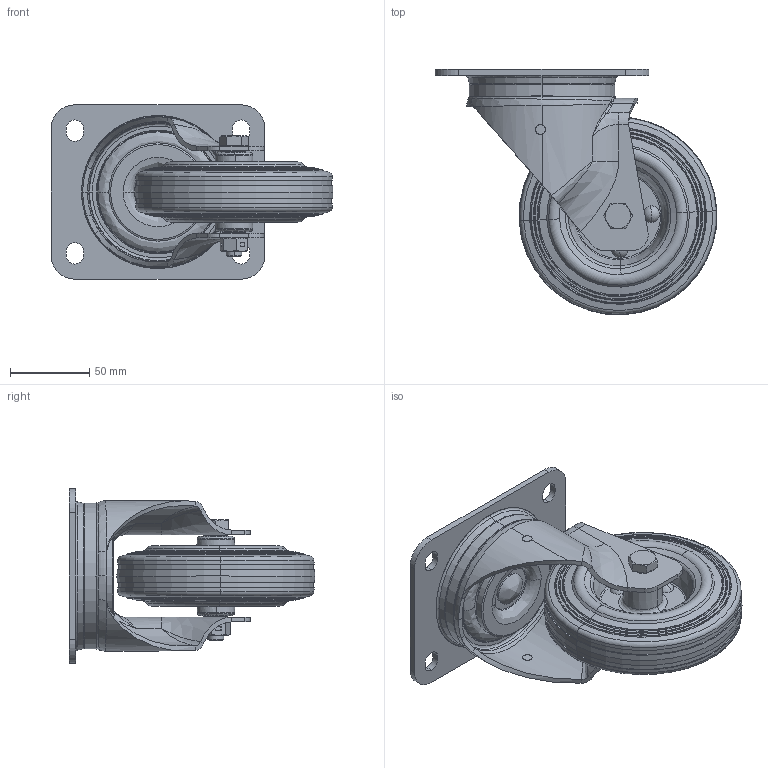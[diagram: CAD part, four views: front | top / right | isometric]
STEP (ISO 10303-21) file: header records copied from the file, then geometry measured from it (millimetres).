
FILE_DESCRIPTION (( 'STEP AP214' ), '1' );
FILE_NAME ('0037863_L-IK-SGS-125-R-3-EC-GP.STEP', '2016-07-13T08:09:24', ( '' ), ( '' ), 'SwSTEP 2.0', 'SolidWorks 2016', '' );
FILE_SCHEMA (( 'AUTOMOTIVE_DESIGN' ));
Length unit declared in the file: millimetre
Products named in the file (1): 0037863_L-IK-SGS-125-R-3-EC-GP
Bounding box: 177.92 x 154.92 x 110 mm (x, y, z)
Surface area: 173954.5 mm2 (no closed solid volume)
Topology: 0 solids, 30 shells, 606 faces, 1499 edges, 925 vertices
Faces by surface type: bspline 174, cone 128, plane 114, cylinder 98, torus 92
Entity records: 36850 total; most frequent: CARTESIAN_POINT 16919, ORIENTED_EDGE 2826, DIRECTION 2573, EDGE_CURVE 1481, AXIS2_PLACEMENT_3D 1091, VERTEX_POINT 925, EDGE_LOOP 676, CIRCLE 658
